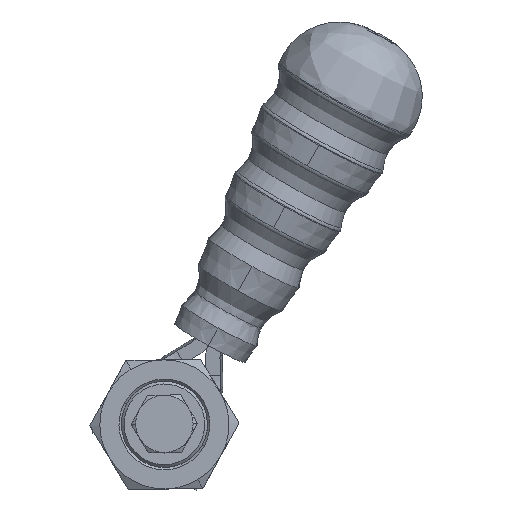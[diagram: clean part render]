
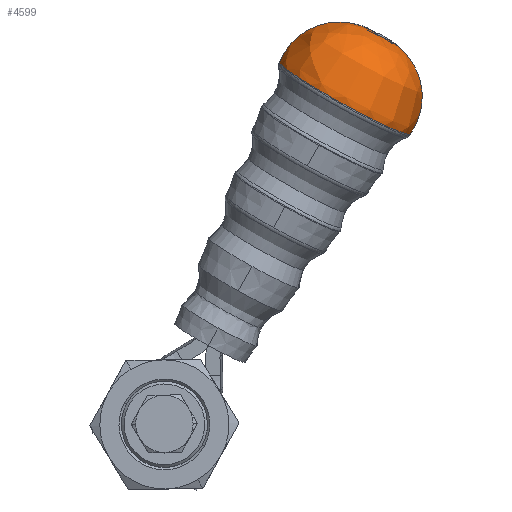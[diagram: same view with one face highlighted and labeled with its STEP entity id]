
A CAD part, top view. The second image highlights one B-rep face of the part: STEP entity #4599.
In plain terms, the highlighted free-form (B-spline) face has degree [2, 2] with [7, 9] control points.
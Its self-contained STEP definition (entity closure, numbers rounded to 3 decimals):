
#4490=CARTESIAN_POINT('',(-0.197,98.349,-129.73));
#4491=CARTESIAN_POINT('',(10.881,94.428,-129.573));
#4492=CARTESIAN_POINT('',(11.769,82.737,-130.375));
#4493=CARTESIAN_POINT('',(12.657,71.045,-131.178));
#4494=CARTESIAN_POINT('',(2.294,65.561,-131.981));
#4495=CARTESIAN_POINT('',(-8.069,60.077,-132.783));
#4496=CARTESIAN_POINT('',(-17.295,67.357,-132.626));
#4497=CARTESIAN_POINT('',(-0.197,98.349,-129.73));
#4498=CARTESIAN_POINT('',(11.338,95.256,-141.128));
#4499=CARTESIAN_POINT('',(12.479,84.024,-148.334));
#4500=CARTESIAN_POINT('',(13.62,72.791,-155.541));
#4501=CARTESIAN_POINT('',(3.004,66.848,-149.94));
#4502=CARTESIAN_POINT('',(-7.613,60.905,-144.339));
#4503=CARTESIAN_POINT('',(-17.295,67.357,-132.626));
#4504=CARTESIAN_POINT('',(-0.197,98.349,-129.73));
#4505=CARTESIAN_POINT('',(1.186,100.856,-141.128));
#4506=CARTESIAN_POINT('',(-3.298,92.727,-148.334));
#4507=CARTESIAN_POINT('',(-7.783,84.599,-155.541));
#4508=CARTESIAN_POINT('',(-12.773,75.552,-149.94));
#4509=CARTESIAN_POINT('',(-17.764,66.505,-144.339));
#4510=CARTESIAN_POINT('',(-17.295,67.357,-132.626));
#4511=CARTESIAN_POINT('',(-0.197,98.349,-129.73));
#4512=CARTESIAN_POINT('',(-8.965,106.457,-141.128));
#4513=CARTESIAN_POINT('',(-19.076,101.431,-148.334));
#4514=CARTESIAN_POINT('',(-29.186,96.406,-155.541));
#4515=CARTESIAN_POINT('',(-28.551,84.256,-149.94));
#4516=CARTESIAN_POINT('',(-27.916,72.106,-144.339));
#4517=CARTESIAN_POINT('',(-17.295,67.357,-132.626));
#4518=CARTESIAN_POINT('',(-0.197,98.349,-129.73));
#4519=CARTESIAN_POINT('',(-9.422,105.629,-129.573));
#4520=CARTESIAN_POINT('',(-19.786,100.144,-130.375));
#4521=CARTESIAN_POINT('',(-30.149,94.66,-131.178));
#4522=CARTESIAN_POINT('',(-29.261,82.969,-131.981));
#4523=CARTESIAN_POINT('',(-28.372,71.278,-132.783));
#4524=CARTESIAN_POINT('',(-17.295,67.357,-132.626));
#4525=CARTESIAN_POINT('',(-0.197,98.349,-129.73));
#4526=CARTESIAN_POINT('',(-9.879,104.801,-118.018));
#4527=CARTESIAN_POINT('',(-20.495,98.858,-112.417));
#4528=CARTESIAN_POINT('',(-31.112,92.915,-106.816));
#4529=CARTESIAN_POINT('',(-29.971,81.682,-114.022));
#4530=CARTESIAN_POINT('',(-28.829,70.45,-121.228));
#4531=CARTESIAN_POINT('',(-17.295,67.357,-132.626));
#4532=CARTESIAN_POINT('',(-0.197,98.349,-129.73));
#4533=CARTESIAN_POINT('',(0.273,99.2,-118.018));
#4534=CARTESIAN_POINT('',(-4.718,90.154,-112.417));
#4535=CARTESIAN_POINT('',(-9.709,81.107,-106.816));
#4536=CARTESIAN_POINT('',(-14.193,72.978,-114.022));
#4537=CARTESIAN_POINT('',(-18.678,64.849,-121.228));
#4538=CARTESIAN_POINT('',(-17.295,67.357,-132.626));
#4539=CARTESIAN_POINT('',(-0.197,98.349,-129.73));
#4540=CARTESIAN_POINT('',(10.424,93.6,-118.018));
#4541=CARTESIAN_POINT('',(11.059,81.45,-112.417));
#4542=CARTESIAN_POINT('',(11.694,69.3,-106.816));
#4543=CARTESIAN_POINT('',(1.584,64.274,-114.022));
#4544=CARTESIAN_POINT('',(-8.526,59.249,-121.228));
#4545=CARTESIAN_POINT('',(-17.295,67.357,-132.626));
#4546=CARTESIAN_POINT('',(-0.197,98.349,-129.73));
#4547=CARTESIAN_POINT('',(10.881,94.428,-129.573));
#4548=CARTESIAN_POINT('',(11.769,82.737,-130.375));
#4549=CARTESIAN_POINT('',(12.657,71.045,-131.178));
#4550=CARTESIAN_POINT('',(2.294,65.561,-131.981));
#4551=CARTESIAN_POINT('',(-8.069,60.077,-132.783));
#4552=CARTESIAN_POINT('',(-17.295,67.357,-132.626));
#4560=(BOUNDED_SURFACE()B_SPLINE_SURFACE(2,2,((#4490,#4497,#4504,#4511,#4518,#4525,#4532,#4539,#4546),(#4491,#4498,#4505,#4512,#4519,#4526,#4533,#4540,#4547),(#4492,#4499,#4506,#4513,#4520,#4527,#4534,#4541,#4548),(#4493,#4500,#4507,#4514,#4521,#4528,#4535,#4542,#4549),(#4494,#4501,#4508,#4515,#4522,#4529,#4536,#4543,#4550),(#4495,#4502,#4509,#4516,#4523,#4530,#4537,#4544,#4551),(#4496,#4503,#4510,#4517,#4524,#4531,#4538,#4545,#4552)),.UNSPECIFIED.,.F.,.T.,.U.)B_SPLINE_SURFACE_WITH_KNOTS((3,2,2,3),(3,2,2,2,3),(-1.735,-0.578,0.578,1.735),(0.0,1.571,3.142,4.712,6.283),.UNSPECIFIED.)GEOMETRIC_REPRESENTATION_ITEM()RATIONAL_B_SPLINE_SURFACE(((1.0,0.707,1.0,0.707,1.0,0.707,1.0,0.707,1.0),(0.837,0.592,0.837,0.592,0.837,0.592,0.837,0.592,0.837),(1.0,0.707,1.0,0.707,1.0,0.707,1.0,0.707,1.0),(0.837,0.592,0.837,0.592,0.837,0.592,0.837,0.592,0.837),(1.0,0.707,1.0,0.707,1.0,0.707,1.0,0.707,1.0),(0.837,0.592,0.837,0.592,0.837,0.592,0.837,0.592,0.837),(1.0,0.707,1.0,0.707,1.0,0.707,1.0,0.707,1.0)))REPRESENTATION_ITEM('')SURFACE());
#4561=CARTESIAN_POINT('',(8.493,70.984,-131.347));
#4562=VERTEX_POINT('',#4561);
#4563=CARTESIAN_POINT('',(-0.197,98.349,-129.73));
#4564=VERTEX_POINT('',#4563);
#4565=CARTESIAN_POINT('',(-6.165,81.429,-131.178));
#4566=DIRECTION('',(-0.039,-0.071,0.997));
#4567=DIRECTION('',(0.876,-0.483,0.));
#4568=AXIS2_PLACEMENT_3D('',#4565,#4566,#4567);
#4569=CIRCLE('',#4568,18.0);
#4570=EDGE_CURVE('',#4562,#4564,#4569,.T.);
#4571=ORIENTED_EDGE('',*,*,#4570,.T.);
#4572=CARTESIAN_POINT('',(-27.98,91.105,-131.347));
#4573=VERTEX_POINT('',#4572);
#4574=CARTESIAN_POINT('',(-11.326,84.276,-131.178));
#4575=DIRECTION('',(-0.039,-0.071,0.997));
#4576=DIRECTION('',(-0.876,0.483,0.));
#4577=AXIS2_PLACEMENT_3D('',#4574,#4575,#4576);
#4578=CIRCLE('',#4577,18.0);
#4579=EDGE_CURVE('',#4564,#4573,#4578,.T.);
#4580=ORIENTED_EDGE('',*,*,#4579,.T.);
#4581=CARTESIAN_POINT('',(-10.564,79.557,-110.589));
#4582=VERTEX_POINT('',#4581);
#4583=CARTESIAN_POINT('',(-9.744,81.044,-131.347));
#4584=DIRECTION('',(-0.481,-0.873,-0.082));
#4585=DIRECTION('',(0.039,0.071,-0.997));
#4586=AXIS2_PLACEMENT_3D('',#4583,#4584,#4585);
#4587=CIRCLE('',#4586,20.827);
#4588=EDGE_CURVE('',#4582,#4573,#4587,.T.);
#4589=ORIENTED_EDGE('',*,*,#4588,.F.);
#4590=CARTESIAN_POINT('',(-9.744,81.044,-131.347));
#4591=DIRECTION('',(-0.481,-0.873,-0.082));
#4592=DIRECTION('',(0.039,0.071,-0.997));
#4593=AXIS2_PLACEMENT_3D('',#4590,#4591,#4592);
#4594=CIRCLE('',#4593,20.827);
#4595=EDGE_CURVE('',#4562,#4582,#4594,.T.);
#4596=ORIENTED_EDGE('',*,*,#4595,.F.);
#4597=EDGE_LOOP('',(#4571,#4580,#4589,#4596));
#4598=FACE_OUTER_BOUND('',#4597,.T.);
#4599=ADVANCED_FACE('',(#4598),#4560,.T.);
